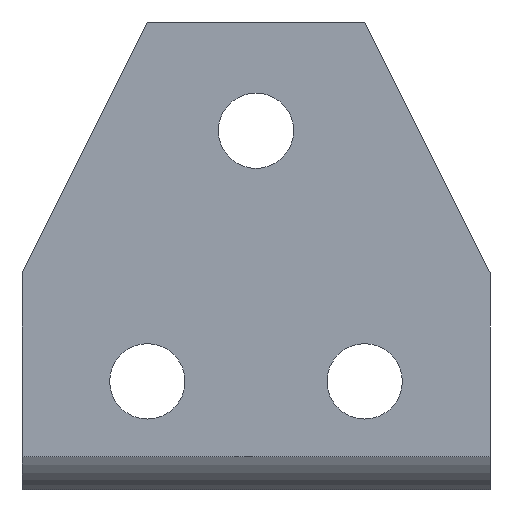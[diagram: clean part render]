
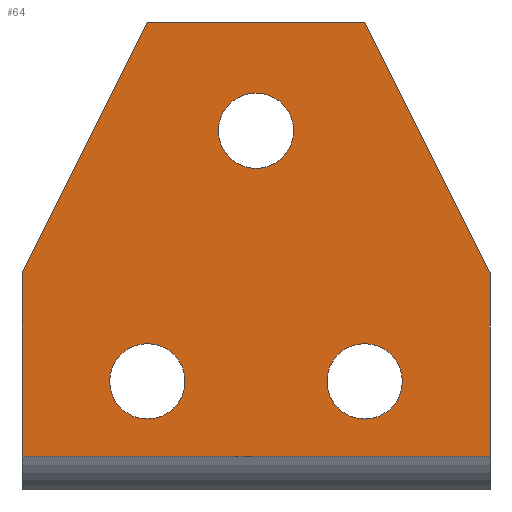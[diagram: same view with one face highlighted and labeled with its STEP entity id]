
A CAD part, front view. The second image highlights one B-rep face of the part: STEP entity #64.
In plain terms, the highlighted planar face has unit normal (0, -1, 0).
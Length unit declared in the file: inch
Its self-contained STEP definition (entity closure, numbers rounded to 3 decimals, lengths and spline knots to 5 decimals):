
#64=ADVANCED_FACE('',(#151,#152,#153,#154),#155,.T.);
#151=FACE_BOUND('',#289,.T.);
#152=FACE_BOUND('',#290,.T.);
#153=FACE_BOUND('',#291,.T.);
#154=FACE_OUTER_BOUND('',#292,.T.);
#155=PLANE('',#293);
#289=EDGE_LOOP('',(#525,#526,#527,#528));
#290=EDGE_LOOP('',(#529,#530,#531,#532));
#291=EDGE_LOOP('',(#533,#534,#535,#536));
#292=EDGE_LOOP('',(#537,#538,#539,#540,#541,#542));
#293=AXIS2_PLACEMENT_3D('',#543,#544,#545);
#525=ORIENTED_EDGE('',*,*,#776,.F.);
#526=ORIENTED_EDGE('',*,*,#777,.F.);
#527=ORIENTED_EDGE('',*,*,#761,.F.);
#528=ORIENTED_EDGE('',*,*,#778,.F.);
#529=ORIENTED_EDGE('',*,*,#779,.F.);
#530=ORIENTED_EDGE('',*,*,#780,.F.);
#531=ORIENTED_EDGE('',*,*,#781,.F.);
#532=ORIENTED_EDGE('',*,*,#782,.F.);
#533=ORIENTED_EDGE('',*,*,#783,.F.);
#534=ORIENTED_EDGE('',*,*,#784,.F.);
#535=ORIENTED_EDGE('',*,*,#785,.F.);
#536=ORIENTED_EDGE('',*,*,#771,.F.);
#537=ORIENTED_EDGE('',*,*,#786,.F.);
#538=ORIENTED_EDGE('',*,*,#787,.F.);
#539=ORIENTED_EDGE('',*,*,#788,.F.);
#540=ORIENTED_EDGE('',*,*,#789,.F.);
#541=ORIENTED_EDGE('',*,*,#790,.F.);
#542=ORIENTED_EDGE('',*,*,#791,.F.);
#543=CARTESIAN_POINT('',(5.10926,9.22129,1.65078));
#544=DIRECTION('',(0.0,-1.0,0.0));
#545=DIRECTION('',(1.0,0.0,0.0));
#761=EDGE_CURVE('',#884,#885,#886,.T.);
#771=EDGE_CURVE('',#902,#903,#904,.T.);
#776=EDGE_CURVE('',#911,#912,#913,.T.);
#777=EDGE_CURVE('',#885,#911,#914,.T.);
#778=EDGE_CURVE('',#912,#884,#915,.T.);
#779=EDGE_CURVE('',#916,#917,#918,.T.);
#780=EDGE_CURVE('',#919,#916,#920,.T.);
#781=EDGE_CURVE('',#921,#919,#922,.T.);
#782=EDGE_CURVE('',#917,#921,#923,.T.);
#783=EDGE_CURVE('',#924,#902,#925,.T.);
#784=EDGE_CURVE('',#926,#924,#927,.T.);
#785=EDGE_CURVE('',#903,#926,#928,.T.);
#786=EDGE_CURVE('',#929,#930,#931,.T.);
#787=EDGE_CURVE('',#932,#929,#933,.T.);
#788=EDGE_CURVE('',#934,#932,#935,.T.);
#789=EDGE_CURVE('',#936,#934,#937,.T.);
#790=EDGE_CURVE('',#938,#936,#939,.T.);
#791=EDGE_CURVE('',#930,#938,#940,.T.);
#884=VERTEX_POINT('',#1065);
#885=VERTEX_POINT('',#1066);
#886=B_SPLINE_CURVE_WITH_KNOTS('',3,(#1067,#1068,#1069,#1070),.UNSPECIFIED.,.F.,.F.,(4,4),(0.0,80.0),.UNSPECIFIED.);
#902=VERTEX_POINT('',#1099);
#903=VERTEX_POINT('',#1100);
#904=B_SPLINE_CURVE_WITH_KNOTS('',3,(#1101,#1102,#1103,#1104),.UNSPECIFIED.,.F.,.F.,(4,4),(0.0,80.0),.UNSPECIFIED.);
#911=VERTEX_POINT('',#1116);
#912=VERTEX_POINT('',#1117);
#913=B_SPLINE_CURVE_WITH_KNOTS('',3,(#1118,#1119,#1120,#1121),.UNSPECIFIED.,.F.,.F.,(4,4),(0.0,80.0),.UNSPECIFIED.);
#914=B_SPLINE_CURVE_WITH_KNOTS('',3,(#1122,#1123,#1124,#1125),.UNSPECIFIED.,.F.,.F.,(4,4),(0.0,80.0),.UNSPECIFIED.);
#915=B_SPLINE_CURVE_WITH_KNOTS('',3,(#1126,#1127,#1128,#1129),.UNSPECIFIED.,.F.,.F.,(4,4),(0.0,80.0),.UNSPECIFIED.);
#916=VERTEX_POINT('',#1130);
#917=VERTEX_POINT('',#1131);
#918=B_SPLINE_CURVE_WITH_KNOTS('',3,(#1132,#1133,#1134,#1135),.UNSPECIFIED.,.F.,.F.,(4,4),(0.0,80.0),.UNSPECIFIED.);
#919=VERTEX_POINT('',#1136);
#920=B_SPLINE_CURVE_WITH_KNOTS('',3,(#1137,#1138,#1139,#1140),.UNSPECIFIED.,.F.,.F.,(4,4),(0.0,80.0),.UNSPECIFIED.);
#921=VERTEX_POINT('',#1141);
#922=B_SPLINE_CURVE_WITH_KNOTS('',3,(#1142,#1143,#1144,#1145),.UNSPECIFIED.,.F.,.F.,(4,4),(0.0,80.0),.UNSPECIFIED.);
#923=B_SPLINE_CURVE_WITH_KNOTS('',3,(#1146,#1147,#1148,#1149),.UNSPECIFIED.,.F.,.F.,(4,4),(0.0,80.0),.UNSPECIFIED.);
#924=VERTEX_POINT('',#1150);
#925=B_SPLINE_CURVE_WITH_KNOTS('',3,(#1151,#1152,#1153,#1154),.UNSPECIFIED.,.F.,.F.,(4,4),(0.0,80.0),.UNSPECIFIED.);
#926=VERTEX_POINT('',#1155);
#927=B_SPLINE_CURVE_WITH_KNOTS('',3,(#1156,#1157,#1158,#1159),.UNSPECIFIED.,.F.,.F.,(4,4),(0.0,80.0),.UNSPECIFIED.);
#928=B_SPLINE_CURVE_WITH_KNOTS('',3,(#1160,#1161,#1162,#1163),.UNSPECIFIED.,.F.,.F.,(4,4),(0.0,80.0),.UNSPECIFIED.);
#929=VERTEX_POINT('',#1164);
#930=VERTEX_POINT('',#1165);
#931=LINE('',#1166,#1167);
#932=VERTEX_POINT('',#1168);
#933=LINE('',#1169,#1170);
#934=VERTEX_POINT('',#1171);
#935=LINE('',#1172,#1173);
#936=VERTEX_POINT('',#1174);
#937=LINE('',#1175,#1176);
#938=VERTEX_POINT('',#1177);
#939=LINE('',#1178,#1179);
#940=LINE('',#1180,#1181);
#1065=CARTESIAN_POINT('',(4.01313,9.22129,0.81373));
#1066=CARTESIAN_POINT('',(4.29499,9.22129,0.53186));
#1067=CARTESIAN_POINT('',(4.01313,9.22129,0.81373));
#1068=CARTESIAN_POINT('',(4.01313,9.22129,0.65805));
#1069=CARTESIAN_POINT('',(4.13932,9.22129,0.53186));
#1070=CARTESIAN_POINT('',(4.29499,9.22129,0.53186));
#1099=CARTESIAN_POINT('',(5.92352,9.22129,1.09559));
#1100=CARTESIAN_POINT('',(5.64166,9.22129,0.81373));
#1101=CARTESIAN_POINT('',(5.92352,9.22129,1.09559));
#1102=CARTESIAN_POINT('',(5.76785,9.22129,1.09559));
#1103=CARTESIAN_POINT('',(5.64166,9.22129,0.9694));
#1104=CARTESIAN_POINT('',(5.64166,9.22129,0.81373));
#1116=CARTESIAN_POINT('',(4.57685,9.22129,0.81373));
#1117=CARTESIAN_POINT('',(4.29499,9.22129,1.09559));
#1118=CARTESIAN_POINT('',(4.57685,9.22129,0.81373));
#1119=CARTESIAN_POINT('',(4.57685,9.22129,0.9694));
#1120=CARTESIAN_POINT('',(4.45066,9.22129,1.09559));
#1121=CARTESIAN_POINT('',(4.29499,9.22129,1.09559));
#1122=CARTESIAN_POINT('',(4.29499,9.22129,0.53186));
#1123=CARTESIAN_POINT('',(4.45066,9.22129,0.53186));
#1124=CARTESIAN_POINT('',(4.57685,9.22129,0.65805));
#1125=CARTESIAN_POINT('',(4.57685,9.22129,0.81373));
#1126=CARTESIAN_POINT('',(4.29499,9.22129,1.09559));
#1127=CARTESIAN_POINT('',(4.13932,9.22129,1.09559));
#1128=CARTESIAN_POINT('',(4.01313,9.22129,0.9694));
#1129=CARTESIAN_POINT('',(4.01313,9.22129,0.81373));
#1130=CARTESIAN_POINT('',(5.39112,9.22129,2.69281));
#1131=CARTESIAN_POINT('',(5.10926,9.22129,2.97468));
#1132=CARTESIAN_POINT('',(5.39112,9.22129,2.69281));
#1133=CARTESIAN_POINT('',(5.39112,9.22129,2.84848));
#1134=CARTESIAN_POINT('',(5.26492,9.22129,2.97468));
#1135=CARTESIAN_POINT('',(5.10926,9.22129,2.97468));
#1136=CARTESIAN_POINT('',(5.10926,9.22129,2.41095));
#1137=CARTESIAN_POINT('',(5.10926,9.22129,2.41095));
#1138=CARTESIAN_POINT('',(5.26492,9.22129,2.41095));
#1139=CARTESIAN_POINT('',(5.39112,9.22129,2.53714));
#1140=CARTESIAN_POINT('',(5.39112,9.22129,2.69281));
#1141=CARTESIAN_POINT('',(4.8274,9.22129,2.69281));
#1142=CARTESIAN_POINT('',(4.8274,9.22129,2.69281));
#1143=CARTESIAN_POINT('',(4.8274,9.22129,2.53714));
#1144=CARTESIAN_POINT('',(4.95359,9.22129,2.41095));
#1145=CARTESIAN_POINT('',(5.10926,9.22129,2.41095));
#1146=CARTESIAN_POINT('',(5.10926,9.22129,2.97468));
#1147=CARTESIAN_POINT('',(4.95359,9.22129,2.97468));
#1148=CARTESIAN_POINT('',(4.8274,9.22129,2.84848));
#1149=CARTESIAN_POINT('',(4.8274,9.22129,2.69281));
#1150=CARTESIAN_POINT('',(6.2054,9.22129,0.81373));
#1151=CARTESIAN_POINT('',(6.2054,9.22129,0.81373));
#1152=CARTESIAN_POINT('',(6.2054,9.22129,0.9694));
#1153=CARTESIAN_POINT('',(6.0792,9.22129,1.09559));
#1154=CARTESIAN_POINT('',(5.92352,9.22129,1.09559));
#1155=CARTESIAN_POINT('',(5.92352,9.22129,0.53186));
#1156=CARTESIAN_POINT('',(5.92352,9.22129,0.53186));
#1157=CARTESIAN_POINT('',(6.0792,9.22129,0.53186));
#1158=CARTESIAN_POINT('',(6.2054,9.22129,0.65805));
#1159=CARTESIAN_POINT('',(6.2054,9.22129,0.81373));
#1160=CARTESIAN_POINT('',(5.64166,9.22129,0.81373));
#1161=CARTESIAN_POINT('',(5.64166,9.22129,0.65805));
#1162=CARTESIAN_POINT('',(5.76785,9.22129,0.53186));
#1163=CARTESIAN_POINT('',(5.92352,9.22129,0.53186));
#1164=CARTESIAN_POINT('',(6.86307,9.22129,0.25));
#1165=CARTESIAN_POINT('',(3.35545,9.22129,0.25));
#1166=CARTESIAN_POINT('',(3.35545,9.22129,0.25));
#1167=VECTOR('',#1418,1.0);
#1168=CARTESIAN_POINT('',(6.86307,9.22129,1.628));
#1169=CARTESIAN_POINT('',(6.86307,9.22129,0.25039));
#1170=VECTOR('',#1419,1.0);
#1171=CARTESIAN_POINT('',(5.92352,9.22129,3.50708));
#1172=CARTESIAN_POINT('',(5.92352,9.22129,3.50708));
#1173=VECTOR('',#1420,1.);
#1174=CARTESIAN_POINT('',(4.29499,9.22129,3.50708));
#1175=CARTESIAN_POINT('',(4.29499,9.22129,3.50708));
#1176=VECTOR('',#1421,1.0);
#1177=CARTESIAN_POINT('',(3.35545,9.22129,1.628));
#1178=CARTESIAN_POINT('',(3.35545,9.22129,1.628));
#1179=VECTOR('',#1422,1.0);
#1180=CARTESIAN_POINT('',(3.35545,9.22129,0.25039));
#1181=VECTOR('',#1423,1.0);
#1418=DIRECTION('',(-1.0,0.0,-0.0));
#1419=DIRECTION('',(0.0,0.0,-1.0));
#1420=DIRECTION('',(0.447,0.0,-0.894));
#1421=DIRECTION('',(1.0,0.0,0.0));
#1422=DIRECTION('',(0.447,0.0,0.894));
#1423=DIRECTION('',(0.0,0.0,1.0));
